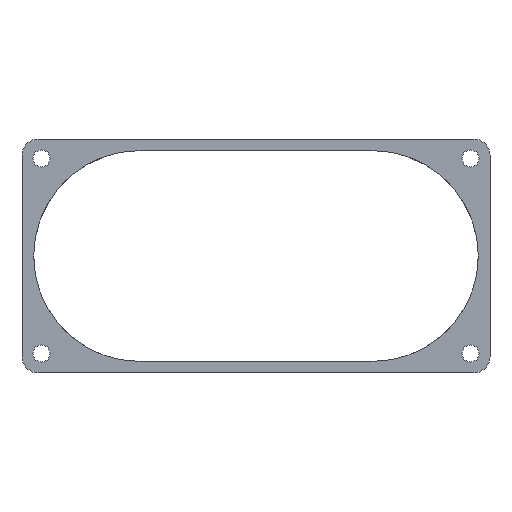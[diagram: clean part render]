
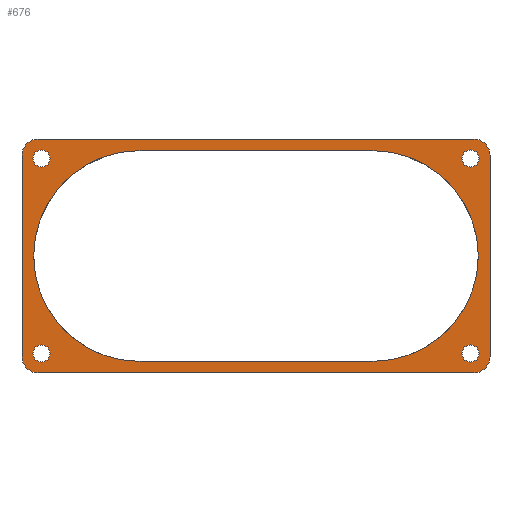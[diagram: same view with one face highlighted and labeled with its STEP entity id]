
A CAD part, front view. The second image highlights one B-rep face of the part: STEP entity #676.
In plain terms, the highlighted planar face has unit normal (0, -1, 0).
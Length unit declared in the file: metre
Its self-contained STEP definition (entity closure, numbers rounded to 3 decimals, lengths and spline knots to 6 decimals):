
#51=LINE('',#1041,#89);
#59=LINE('',#1127,#97);
#62=LINE('',#1134,#100);
#63=LINE('',#1139,#101);
#64=LINE('',#1143,#102);
#65=LINE('',#1147,#103);
#89=VECTOR('',#829,1.);
#97=VECTOR('',#897,1.);
#100=VECTOR('',#904,1.);
#101=VECTOR('',#907,1.);
#102=VECTOR('',#910,1.);
#103=VECTOR('',#913,1.);
#182=ORIENTED_EDGE('',*,*,#327,.F.);
#183=ORIENTED_EDGE('',*,*,#326,.F.);
#184=ORIENTED_EDGE('',*,*,#325,.F.);
#185=ORIENTED_EDGE('',*,*,#324,.F.);
#186=ORIENTED_EDGE('',*,*,#352,.F.);
#187=ORIENTED_EDGE('',*,*,#346,.T.);
#188=ORIENTED_EDGE('',*,*,#323,.T.);
#189=ORIENTED_EDGE('',*,*,#355,.T.);
#190=ORIENTED_EDGE('',*,*,#356,.T.);
#191=ORIENTED_EDGE('',*,*,#357,.F.);
#192=ORIENTED_EDGE('',*,*,#358,.T.);
#193=ORIENTED_EDGE('',*,*,#359,.F.);
#194=ORIENTED_EDGE('',*,*,#360,.T.);
#195=ORIENTED_EDGE('',*,*,#361,.F.);
#196=ORIENTED_EDGE('',*,*,#362,.F.);
#197=ORIENTED_EDGE('',*,*,#363,.F.);
#323=EDGE_CURVE('',#414,#417,#51,.T.);
#324=EDGE_CURVE('',#418,#418,#480,.F.);
#325=EDGE_CURVE('',#419,#419,#481,.F.);
#326=EDGE_CURVE('',#420,#420,#482,.F.);
#327=EDGE_CURVE('',#421,#421,#483,.F.);
#346=EDGE_CURVE('',#437,#414,#492,.T.);
#352=EDGE_CURVE('',#437,#441,#59,.T.);
#355=EDGE_CURVE('',#417,#441,#494,.T.);
#356=EDGE_CURVE('',#443,#444,#62,.T.);
#357=EDGE_CURVE('',#445,#444,#495,.T.);
#358=EDGE_CURVE('',#445,#446,#63,.T.);
#359=EDGE_CURVE('',#447,#446,#496,.T.);
#360=EDGE_CURVE('',#447,#448,#64,.T.);
#361=EDGE_CURVE('',#449,#448,#497,.T.);
#362=EDGE_CURVE('',#450,#449,#65,.T.);
#363=EDGE_CURVE('',#443,#450,#498,.T.);
#414=VERTEX_POINT('',#1035);
#417=VERTEX_POINT('',#1040);
#418=VERTEX_POINT('',#1044);
#419=VERTEX_POINT('',#1047);
#420=VERTEX_POINT('',#1050);
#421=VERTEX_POINT('',#1053);
#437=VERTEX_POINT('',#1109);
#441=VERTEX_POINT('',#1128);
#443=VERTEX_POINT('',#1135);
#444=VERTEX_POINT('',#1136);
#445=VERTEX_POINT('',#1138);
#446=VERTEX_POINT('',#1140);
#447=VERTEX_POINT('',#1142);
#448=VERTEX_POINT('',#1144);
#449=VERTEX_POINT('',#1146);
#450=VERTEX_POINT('',#1148);
#480=CIRCLE('',#725,0.0022);
#481=CIRCLE('',#727,0.0022);
#482=CIRCLE('',#729,0.0022);
#483=CIRCLE('',#731,0.0022);
#492=CIRCLE('',#751,0.027);
#494=CIRCLE('',#755,0.027);
#495=CIRCLE('',#756,0.0042);
#496=CIRCLE('',#757,0.0042);
#497=CIRCLE('',#758,0.0042);
#498=CIRCLE('',#759,0.0042);
#547=EDGE_LOOP('',(#182));
#548=EDGE_LOOP('',(#183));
#549=EDGE_LOOP('',(#184));
#550=EDGE_LOOP('',(#185));
#551=EDGE_LOOP('',(#186,#187,#188,#189));
#552=EDGE_LOOP('',(#190,#191,#192,#193,#194,#195,#196,#197));
#609=FACE_BOUND('',#547,.T.);
#610=FACE_BOUND('',#548,.T.);
#611=FACE_BOUND('',#549,.T.);
#612=FACE_BOUND('',#550,.T.);
#613=FACE_BOUND('',#551,.T.);
#614=FACE_BOUND('',#552,.T.);
#648=PLANE('',#754);
#676=ADVANCED_FACE('',(#609,#610,#611,#612,#613,#614),#648,.F.);
#725=AXIS2_PLACEMENT_3D('',#1043,#832,#833);
#727=AXIS2_PLACEMENT_3D('',#1046,#836,#837);
#729=AXIS2_PLACEMENT_3D('',#1049,#840,#841);
#731=AXIS2_PLACEMENT_3D('',#1052,#844,#845);
#751=AXIS2_PLACEMENT_3D('',#1108,#889,#890);
#754=AXIS2_PLACEMENT_3D('',#1132,#900,#901);
#755=AXIS2_PLACEMENT_3D('',#1133,#902,#903);
#756=AXIS2_PLACEMENT_3D('',#1137,#905,#906);
#757=AXIS2_PLACEMENT_3D('',#1141,#908,#909);
#758=AXIS2_PLACEMENT_3D('',#1145,#911,#912);
#759=AXIS2_PLACEMENT_3D('',#1149,#914,#915);
#829=DIRECTION('',(-1.,0.,0.));
#832=DIRECTION('',(0.,1.,0.));
#833=DIRECTION('',(0.,0.,1.));
#836=DIRECTION('',(0.,1.,0.));
#837=DIRECTION('',(0.,0.,1.));
#840=DIRECTION('',(0.,1.,0.));
#841=DIRECTION('',(0.,0.,1.));
#844=DIRECTION('',(0.,1.,0.));
#845=DIRECTION('',(0.,0.,1.));
#889=DIRECTION('',(0.,1.,0.));
#890=DIRECTION('',(0.,0.,1.));
#897=DIRECTION('',(-1.,0.,0.));
#900=DIRECTION('',(0.,1.,0.));
#901=DIRECTION('',(-1.,0.,0.));
#902=DIRECTION('',(0.,1.,0.));
#903=DIRECTION('',(0.,0.,1.));
#904=DIRECTION('',(-1.,0.,0.));
#905=DIRECTION('',(0.,1.,0.));
#906=DIRECTION('',(0.,0.,1.));
#907=DIRECTION('',(0.,0.,-1.));
#908=DIRECTION('',(0.,1.,0.));
#909=DIRECTION('',(0.,0.,1.));
#910=DIRECTION('',(1.,0.,0.));
#911=DIRECTION('',(0.,1.,0.));
#912=DIRECTION('',(0.,0.,1.));
#913=DIRECTION('',(0.,0.,-1.));
#914=DIRECTION('',(0.,1.,0.));
#915=DIRECTION('',(0.,0.,1.));
#1035=CARTESIAN_POINT('',(0.0062,-0.0069,-0.0955));
#1040=CARTESIAN_POINT('',(-0.0538,-0.0069,-0.0955));
#1041=CARTESIAN_POINT('',(0.,-0.0069,-0.0955));
#1043=CARTESIAN_POINT('',(-0.0788,-0.0069,-0.0935));
#1044=CARTESIAN_POINT('',(-0.0788,-0.0069,-0.0913));
#1046=CARTESIAN_POINT('',(0.0312,-0.0069,-0.0435));
#1047=CARTESIAN_POINT('',(0.0312,-0.0069,-0.0413));
#1049=CARTESIAN_POINT('',(0.0312,-0.0069,-0.0935));
#1050=CARTESIAN_POINT('',(0.0312,-0.0069,-0.0913));
#1052=CARTESIAN_POINT('',(-0.0788,-0.0069,-0.0435));
#1053=CARTESIAN_POINT('',(-0.0788,-0.0069,-0.0413));
#1108=CARTESIAN_POINT('',(0.0062,-0.0069,-0.0685));
#1109=CARTESIAN_POINT('',(0.0062,-0.0069,-0.0415));
#1127=CARTESIAN_POINT('',(0.,-0.0069,-0.0415));
#1128=CARTESIAN_POINT('',(-0.0538,-0.0069,-0.0415));
#1132=CARTESIAN_POINT('',(0.,-0.0069,-0.018144));
#1133=CARTESIAN_POINT('',(-0.0538,-0.0069,-0.0685));
#1134=CARTESIAN_POINT('',(0.,-0.0069,-0.0385));
#1135=CARTESIAN_POINT('',(0.032,-0.0069,-0.0385));
#1136=CARTESIAN_POINT('',(-0.0796,-0.0069,-0.0385));
#1137=CARTESIAN_POINT('',(-0.0796,-0.0069,-0.0427));
#1138=CARTESIAN_POINT('',(-0.0838,-0.0069,-0.0427));
#1139=CARTESIAN_POINT('',(-0.0838,-0.0069,-0.018144));
#1140=CARTESIAN_POINT('',(-0.0838,-0.0069,-0.0943));
#1141=CARTESIAN_POINT('',(-0.0796,-0.0069,-0.0943));
#1142=CARTESIAN_POINT('',(-0.0796,-0.0069,-0.0985));
#1143=CARTESIAN_POINT('',(0.,-0.0069,-0.0985));
#1144=CARTESIAN_POINT('',(0.032,-0.0069,-0.0985));
#1145=CARTESIAN_POINT('',(0.032,-0.0069,-0.0943));
#1146=CARTESIAN_POINT('',(0.0362,-0.0069,-0.0943));
#1147=CARTESIAN_POINT('',(0.0362,-0.0069,-0.0685));
#1148=CARTESIAN_POINT('',(0.0362,-0.0069,-0.0427));
#1149=CARTESIAN_POINT('',(0.032,-0.0069,-0.0427));
